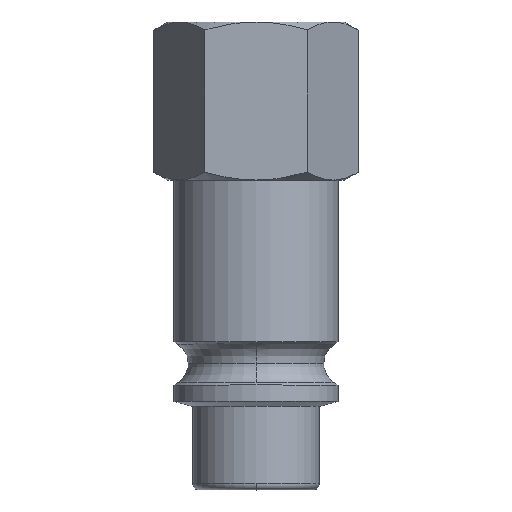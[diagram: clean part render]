
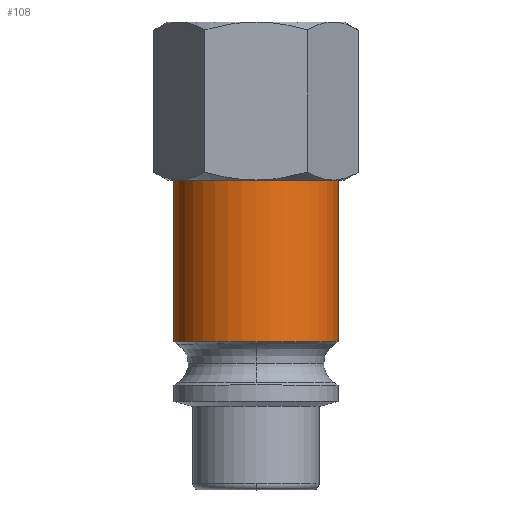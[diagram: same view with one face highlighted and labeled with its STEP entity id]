
A CAD part, top view. The second image highlights one B-rep face of the part: STEP entity #108.
In plain terms, the highlighted cylindrical face has radius 6.5 mm (diameter 13 mm), a partial arc.
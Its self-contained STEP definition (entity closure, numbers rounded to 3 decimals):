
#108=ADVANCED_FACE('',(#243),#244,.T.);
#243=FACE_OUTER_BOUND('',#404,.T.);
#244=CYLINDRICAL_SURFACE('',#405,6.5);
#404=EDGE_LOOP('',(#648,#649,#650,#651));
#405=AXIS2_PLACEMENT_3D('',#652,#653,#654);
#648=ORIENTED_EDGE('',*,*,#966,.T.);
#649=ORIENTED_EDGE('',*,*,#1011,.T.);
#650=ORIENTED_EDGE('',*,*,#968,.T.);
#651=ORIENTED_EDGE('',*,*,#1006,.T.);
#652=CARTESIAN_POINT('',(0.0,18.356,0.0));
#653=DIRECTION('',(-0.0,1.0,0.0));
#654=DIRECTION('',(1.0,0.0,0.0));
#966=EDGE_CURVE('',#1155,#1156,#1157,.T.);
#968=EDGE_CURVE('',#1160,#1158,#1161,.T.);
#1006=EDGE_CURVE('',#1158,#1155,#1217,.T.);
#1011=EDGE_CURVE('',#1156,#1160,#1224,.T.);
#1155=VERTEX_POINT('',#1511);
#1156=VERTEX_POINT('',#1512);
#1157=LINE('',#1513,#1514);
#1158=VERTEX_POINT('',#1515);
#1160=VERTEX_POINT('',#1517);
#1161=LINE('',#1518,#1519);
#1217=CIRCLE('',#1650,6.5);
#1224=CIRCLE('',#1658,6.5);
#1511=CARTESIAN_POINT('',(6.5,11.713,0.0));
#1512=CARTESIAN_POINT('',(6.5,24.5,0.));
#1513=CARTESIAN_POINT('',(6.5,18.356,0.));
#1514=VECTOR('',#1872,1.0);
#1515=CARTESIAN_POINT('',(-6.5,11.713,0.));
#1517=CARTESIAN_POINT('',(-6.5,24.5,0.));
#1518=CARTESIAN_POINT('',(-6.5,18.356,0.));
#1519=VECTOR('',#1876,1.0);
#1650=AXIS2_PLACEMENT_3D('',#1925,#1926,#1927);
#1658=AXIS2_PLACEMENT_3D('',#1935,#1936,#1937);
#1872=DIRECTION('',(0.0,1.0,0.0));
#1876=DIRECTION('',(-0.0,-1.0,-0.0));
#1925=CARTESIAN_POINT('',(0.0,11.713,0.0));
#1926=DIRECTION('',(-0.0,1.0,0.0));
#1927=DIRECTION('',(1.0,0.0,0.0));
#1935=CARTESIAN_POINT('',(0.0,24.5,0.0));
#1936=DIRECTION('',(0.0,-1.0,0.0));
#1937=DIRECTION('',(1.0,0.0,0.0));
